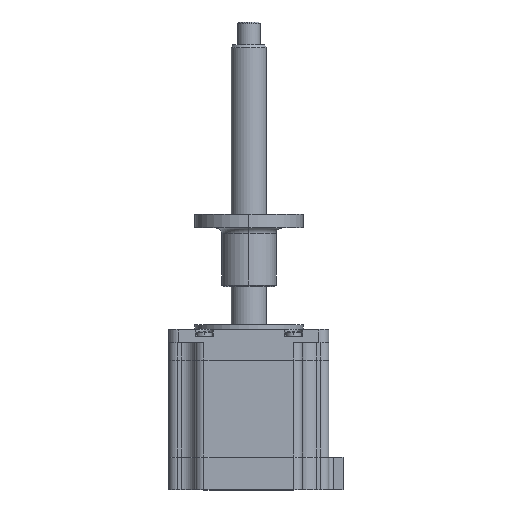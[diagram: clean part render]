
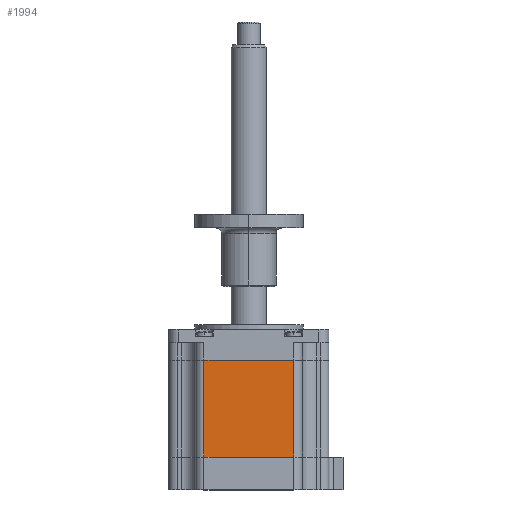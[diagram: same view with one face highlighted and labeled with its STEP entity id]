
A CAD part, top view. The second image highlights one B-rep face of the part: STEP entity #1994.
In plain terms, the highlighted planar face has unit normal (0, 0, 1).
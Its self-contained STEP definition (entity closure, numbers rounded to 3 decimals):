
#388 = VECTOR ( 'NONE', #13318, 1000. ) ;
#704 = CARTESIAN_POINT ( 'NONE',  ( -33.093, -35.001, 61.45 ) ) ;
#887 = VERTEX_POINT ( 'NONE', #10644 ) ;
#1506 = LINE ( 'NONE', #13664, #12119 ) ;
#1566 = EDGE_CURVE ( 'NONE', #887, #13036, #1506, .T. ) ;
#1799 = AXIS2_PLACEMENT_3D ( 'NONE', #6698, #10759, #6521 ) ;
#1994 = ADVANCED_FACE ( 'NONE', ( #13058 ), #10719, .F. ) ;
#2467 = DIRECTION ( 'NONE',  ( -1., 0., 0. ) ) ;
#2946 = VECTOR ( 'NONE', #5166, 1000. ) ;
#3014 = CARTESIAN_POINT ( 'NONE',  ( -1.493, -35.001, 61.45 ) ) ;
#3268 = CARTESIAN_POINT ( 'NONE',  ( -33.093, -35.001, 61.45 ) ) ;
#3978 = ORIENTED_EDGE ( 'NONE', *, *, #1566, .F. ) ;
#4373 = VERTEX_POINT ( 'NONE', #8118 ) ;
#4712 = CARTESIAN_POINT ( 'NONE',  ( -33.093, -1.001, 61.45 ) ) ;
#4994 = ORIENTED_EDGE ( 'NONE', *, *, #12616, .T. ) ;
#5166 = DIRECTION ( 'NONE',  ( 0., 1., 0. ) ) ;
#5653 = CARTESIAN_POINT ( 'NONE',  ( -1.493, -1.001, 61.45 ) ) ;
#6025 = EDGE_CURVE ( 'NONE', #13036, #13263, #11040, .T. ) ;
#6521 = DIRECTION ( 'NONE',  ( 0., -1., 0. ) ) ;
#6698 = CARTESIAN_POINT ( 'NONE',  ( -1.493, -35.001, 61.45 ) ) ;
#8014 = ORIENTED_EDGE ( 'NONE', *, *, #11702, .T. ) ;
#8118 = CARTESIAN_POINT ( 'NONE',  ( -1.493, -1.001, 61.45 ) ) ;
#9864 = DIRECTION ( 'NONE',  ( -1., 0., 0. ) ) ;
#10086 = VECTOR ( 'NONE', #9864, 1000. ) ;
#10344 = ORIENTED_EDGE ( 'NONE', *, *, #6025, .F. ) ;
#10644 = CARTESIAN_POINT ( 'NONE',  ( -1.493, -35.001, 61.45 ) ) ;
#10719 = PLANE ( 'NONE',  #1799 ) ;
#10759 = DIRECTION ( 'NONE',  ( 0., 0., -1. ) ) ;
#10828 = EDGE_LOOP ( 'NONE', ( #4994, #10344, #3978, #8014 ) ) ;
#11040 = LINE ( 'NONE', #704, #388 ) ;
#11394 = LINE ( 'NONE', #3014, #2946 ) ;
#11702 = EDGE_CURVE ( 'NONE', #887, #4373, #11394, .T. ) ;
#12119 = VECTOR ( 'NONE', #2467, 1000. ) ;
#12616 = EDGE_CURVE ( 'NONE', #4373, #13263, #13185, .T. ) ;
#13036 = VERTEX_POINT ( 'NONE', #3268 ) ;
#13058 = FACE_OUTER_BOUND ( 'NONE', #10828, .T. ) ;
#13185 = LINE ( 'NONE', #5653, #10086 ) ;
#13263 = VERTEX_POINT ( 'NONE', #4712 ) ;
#13318 = DIRECTION ( 'NONE',  ( 0., 1., 0. ) ) ;
#13664 = CARTESIAN_POINT ( 'NONE',  ( -1.493, -35.001, 61.45 ) ) ;
